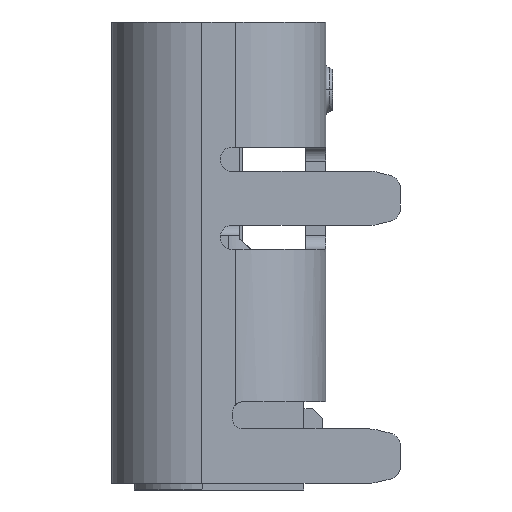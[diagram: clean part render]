
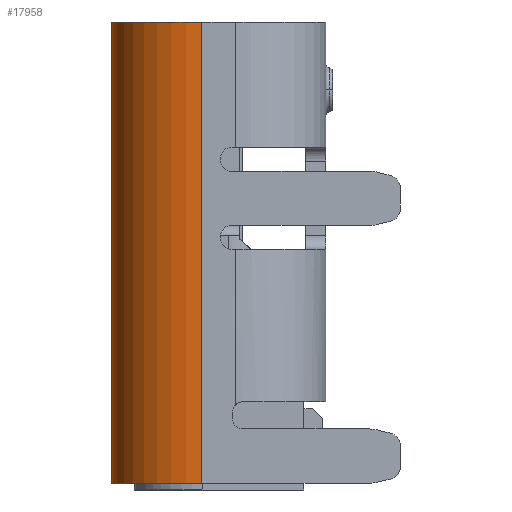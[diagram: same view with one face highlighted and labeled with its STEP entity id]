
A CAD part, left-side view. The second image highlights one B-rep face of the part: STEP entity #17958.
In plain terms, the highlighted cylindrical face has radius 1.33 mm (diameter 2.66 mm), a partial arc.
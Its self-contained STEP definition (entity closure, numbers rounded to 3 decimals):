
#368=CIRCLE('',#18855,1.33);
#403=CIRCLE('',#18924,1.33);
#532=CYLINDRICAL_SURFACE('',#18923,1.33);
#3635=ORIENTED_EDGE('',*,*,#6232,.T.);
#3636=ORIENTED_EDGE('',*,*,#6233,.F.);
#3637=ORIENTED_EDGE('',*,*,#6105,.F.);
#3638=ORIENTED_EDGE('',*,*,#6234,.T.);
#6105=EDGE_CURVE('',#7526,#7527,#368,.T.);
#6232=EDGE_CURVE('',#7614,#7615,#403,.T.);
#6233=EDGE_CURVE('',#7527,#7615,#9113,.T.);
#6234=EDGE_CURVE('',#7526,#7614,#9114,.T.);
#7526=VERTEX_POINT('',#26225);
#7527=VERTEX_POINT('',#26227);
#7614=VERTEX_POINT('',#26524);
#7615=VERTEX_POINT('',#26525);
#9113=LINE('',#26526,#10663);
#9114=LINE('',#26527,#10664);
#10663=VECTOR('',#22205,1000.);
#10664=VECTOR('',#22206,1000.);
#11362=EDGE_LOOP('',(#3635,#3636,#3637,#3638));
#12083=FACE_BOUND('',#11362,.T.);
#17958=ADVANCED_FACE('',(#12083),#532,.T.);
#18855=AXIS2_PLACEMENT_3D('',#26226,#21980,#21981);
#18923=AXIS2_PLACEMENT_3D('',#26522,#22201,#22202);
#18924=AXIS2_PLACEMENT_3D('',#26523,#22203,#22204);
#21980=DIRECTION('',(0.,0.,-1.));
#21981=DIRECTION('',(0.,1.,0.));
#22201=DIRECTION('',(0.,0.,1.));
#22202=DIRECTION('',(0.,1.,0.));
#22203=DIRECTION('',(0.,0.,-1.));
#22204=DIRECTION('',(0.,1.,0.));
#22205=DIRECTION('',(0.,0.,1.));
#22206=DIRECTION('',(0.,0.,1.));
#26225=CARTESIAN_POINT('',(-4.47,1.93,-6.8));
#26226=CARTESIAN_POINT('',(-3.14,1.93,-6.8));
#26227=CARTESIAN_POINT('',(-3.14,3.26,-6.8));
#26522=CARTESIAN_POINT('',(-3.14,1.93,0.));
#26523=CARTESIAN_POINT('',(-3.14,1.93,0.));
#26524=CARTESIAN_POINT('',(-4.47,1.93,0.));
#26525=CARTESIAN_POINT('',(-3.14,3.26,0.));
#26526=CARTESIAN_POINT('',(-3.14,3.26,-2.9));
#26527=CARTESIAN_POINT('',(-4.47,1.93,0.));
